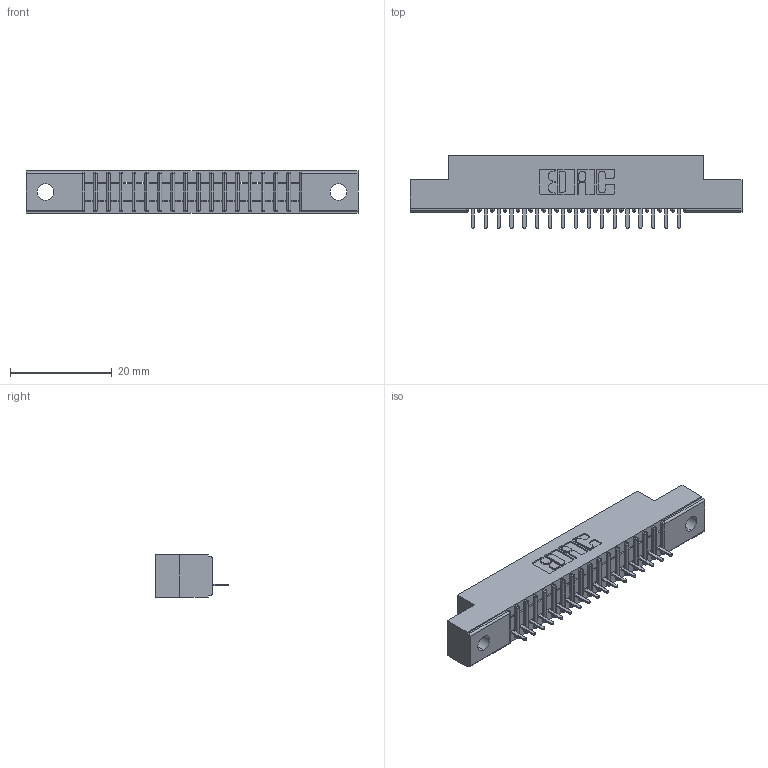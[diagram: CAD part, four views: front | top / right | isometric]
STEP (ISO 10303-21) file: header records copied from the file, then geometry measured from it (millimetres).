
FILE_DESCRIPTION (( 'STEP AP203' ), '1' );
FILE_NAME ('391-017-520-102.STEP', '2018-08-08T17:56:28', ( '' ), ( '' ), 'SwSTEP 2.0', 'SolidWorks 2016', '' );
FILE_SCHEMA (( 'CONFIG_CONTROL_DESIGN' ));
Length unit declared in the file: inch
Products named in the file (3): 341 Part_.128 (3.25) Dia Mounting Holes; 341-292-001_341-292-120; 391-017-520-102
Assembly tree (18 placements, depth 2):
  391-017-520-102
    341 Part_.128 (3.25) Dia Mounting Holes
    341-292-001_341-292-120  x17
Bounding box: 65.41 x 14.27 x 8.38 mm (x, y, z)
Volume: 3576.1 mm3; surface area: 6076.6 mm2
Topology: 18 solids, 18 shells, 1510 faces, 4345 edges, 2790 vertices
Faces by surface type: plane 935, cylinder 507, sphere 36, torus 32
Entity records: 23362 total; most frequent: CARTESIAN_POINT 3958, ORIENTED_EDGE 3946, DIRECTION 3841, EDGE_CURVE 1973, LINE 1567, VECTOR 1567, VERTEX_POINT 1254, AXIS2_PLACEMENT_3D 1137
